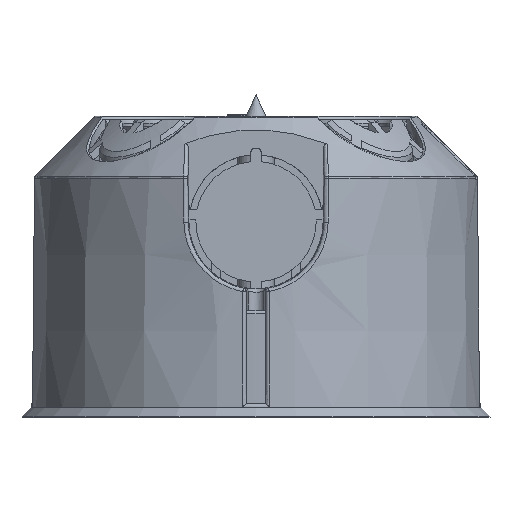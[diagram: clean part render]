
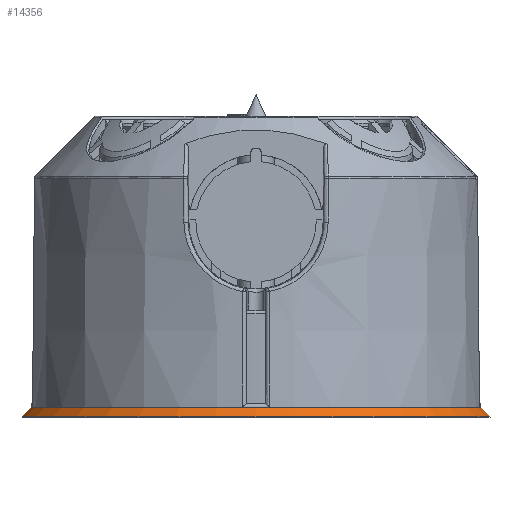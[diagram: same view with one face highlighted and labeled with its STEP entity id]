
A CAD part, front view. The second image highlights one B-rep face of the part: STEP entity #14356.
In plain terms, the highlighted conical face has half-angle 45.5 degrees and reference radius 33.575 mm.
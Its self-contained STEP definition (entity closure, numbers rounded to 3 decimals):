
#2731 = EDGE_CURVE ( 'NONE', #2790, #29271, #71072, .T. ) ;
#2790 = VERTEX_POINT ( 'NONE', #64027 ) ;
#5477 = VECTOR ( 'NONE', #76694, 1000. ) ;
#6547 = EDGE_CURVE ( 'NONE', #38334, #81283, #67524, .T. ) ;
#6854 = EDGE_CURVE ( 'NONE', #81283, #29271, #26483, .T. ) ;
#8257 = ORIENTED_EDGE ( 'NONE', *, *, #6854, .F. ) ;
#14356 = ADVANCED_FACE ( 'NONE', ( #69128 ), #66047, .T. ) ;
#15585 = AXIS2_PLACEMENT_3D ( 'NONE', #66369, #79616, #60376 ) ;
#16308 = CARTESIAN_POINT ( 'NONE',  ( 0., -71., 1.5 ) ) ;
#20489 = CARTESIAN_POINT ( 'NONE',  ( 33.575, -71., 1.5 ) ) ;
#21616 = CARTESIAN_POINT ( 'NONE',  ( 0., -71., 1.5 ) ) ;
#22234 = AXIS2_PLACEMENT_3D ( 'NONE', #16308, #36008, #55805 ) ;
#26483 = CIRCLE ( 'NONE', #15585, 34.999 ) ;
#28154 = DIRECTION ( 'NONE',  ( 0.713, 0., -0.701 ) ) ;
#29182 = ORIENTED_EDGE ( 'NONE', *, *, #2731, .T. ) ;
#29271 = VERTEX_POINT ( 'NONE', #81782 ) ;
#35309 = DIRECTION ( 'NONE',  ( 0., 0., -1. ) ) ;
#36008 = DIRECTION ( 'NONE',  ( 0., 0., 1. ) ) ;
#38334 = VERTEX_POINT ( 'NONE', #20489 ) ;
#41616 = CARTESIAN_POINT ( 'NONE',  ( 33.575, -71., 1.5 ) ) ;
#44322 = EDGE_CURVE ( 'NONE', #2790, #38334, #78019, .T. ) ;
#47060 = CARTESIAN_POINT ( 'NONE',  ( 34.999, -71., 0.1 ) ) ;
#48148 = VECTOR ( 'NONE', #28154, 1000. ) ;
#48295 = DIRECTION ( 'NONE',  ( -1., 0., 0. ) ) ;
#49404 = ORIENTED_EDGE ( 'NONE', *, *, #6547, .F. ) ;
#55805 = DIRECTION ( 'NONE',  ( -1., 0., 0. ) ) ;
#59711 = EDGE_LOOP ( 'NONE', ( #49404, #84560, #29182, #8257 ) ) ;
#60376 = DIRECTION ( 'NONE',  ( 1., 0., 0. ) ) ;
#62622 = CARTESIAN_POINT ( 'NONE',  ( -33.575, -71., 1.5 ) ) ;
#63229 = AXIS2_PLACEMENT_3D ( 'NONE', #21616, #35309, #48295 ) ;
#64027 = CARTESIAN_POINT ( 'NONE',  ( -33.575, -71., 1.5 ) ) ;
#66047 = CONICAL_SURFACE ( 'NONE', #63229, 33.575, 0.794 ) ;
#66369 = CARTESIAN_POINT ( 'NONE',  ( 0., -71., 0.1 ) ) ;
#67524 = LINE ( 'NONE', #41616, #48148 ) ;
#69128 = FACE_OUTER_BOUND ( 'NONE', #59711, .T. ) ;
#71072 = LINE ( 'NONE', #62622, #5477 ) ;
#76694 = DIRECTION ( 'NONE',  ( -0.713, 0., -0.701 ) ) ;
#78019 = CIRCLE ( 'NONE', #22234, 33.575 ) ;
#79616 = DIRECTION ( 'NONE',  ( 0., 0., -1. ) ) ;
#81283 = VERTEX_POINT ( 'NONE', #47060 ) ;
#81782 = CARTESIAN_POINT ( 'NONE',  ( -34.999, -71., 0.1 ) ) ;
#84560 = ORIENTED_EDGE ( 'NONE', *, *, #44322, .F. ) ;
